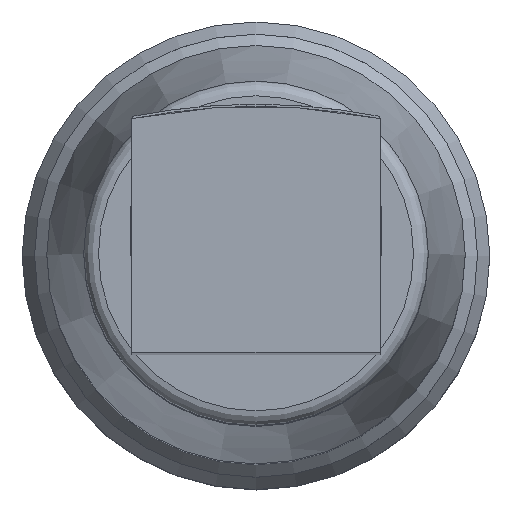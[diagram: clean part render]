
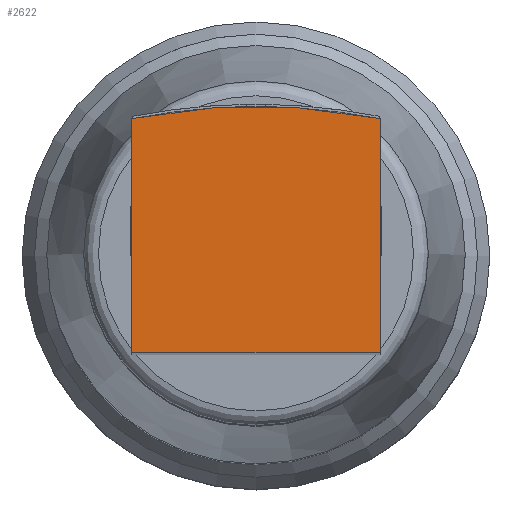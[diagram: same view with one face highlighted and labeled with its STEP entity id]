
A CAD part, top view. The second image highlights one B-rep face of the part: STEP entity #2622.
In plain terms, the highlighted planar face has unit normal (0, 0, 1).
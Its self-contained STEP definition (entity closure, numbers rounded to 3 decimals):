
#80=LINE('',#3629,#223);
#91=LINE('',#3649,#234);
#125=LINE('',#3733,#268);
#223=VECTOR('',#3029,1000.);
#234=VECTOR('',#3042,1000.);
#268=VECTOR('',#3122,1000.);
#348=PLANE('',#2780);
#415=CIRCLE('',#2751,12.876);
#621=ORIENTED_EDGE('',*,*,#998,.T.);
#622=ORIENTED_EDGE('',*,*,#1014,.T.);
#623=ORIENTED_EDGE('',*,*,#1069,.T.);
#624=ORIENTED_EDGE('',*,*,#1025,.T.);
#998=EDGE_CURVE('',#1235,#1234,#415,.T.);
#1014=EDGE_CURVE('',#1234,#1248,#80,.T.);
#1025=EDGE_CURVE('',#1257,#1235,#91,.T.);
#1069=EDGE_CURVE('',#1248,#1257,#125,.T.);
#1234=VERTEX_POINT('',#3596);
#1235=VERTEX_POINT('',#3598);
#1248=VERTEX_POINT('',#3628);
#1257=VERTEX_POINT('',#3650);
#1399=EDGE_LOOP('',(#621,#622,#623,#624));
#1572=FACE_BOUND('',#1399,.T.);
#2622=ADVANCED_FACE('',(#1572),#348,.T.);
#2751=AXIS2_PLACEMENT_3D('',#3597,#3006,#3007);
#2780=AXIS2_PLACEMENT_3D('',#3734,#3123,#3124);
#3006=DIRECTION('',(0.,0.,1.));
#3007=DIRECTION('',(1.,0.,0.));
#3029=DIRECTION('',(0.,-1.,0.));
#3042=DIRECTION('',(0.,1.,0.));
#3122=DIRECTION('',(1.,0.,0.));
#3123=DIRECTION('',(0.,0.,1.));
#3124=DIRECTION('',(1.,0.,0.));
#3596=CARTESIAN_POINT('',(-2.525,4.75,26.25));
#3597=CARTESIAN_POINT('',(0.,-7.876,26.25));
#3598=CARTESIAN_POINT('',(2.525,4.75,26.25));
#3628=CARTESIAN_POINT('',(-2.525,0.,26.25));
#3629=CARTESIAN_POINT('',(-2.525,4.75,26.25));
#3649=CARTESIAN_POINT('',(2.525,0.,26.25));
#3650=CARTESIAN_POINT('',(2.525,0.,26.25));
#3733=CARTESIAN_POINT('',(-2.525,0.,26.25));
#3734=CARTESIAN_POINT('',(0.,-7.876,26.25));
